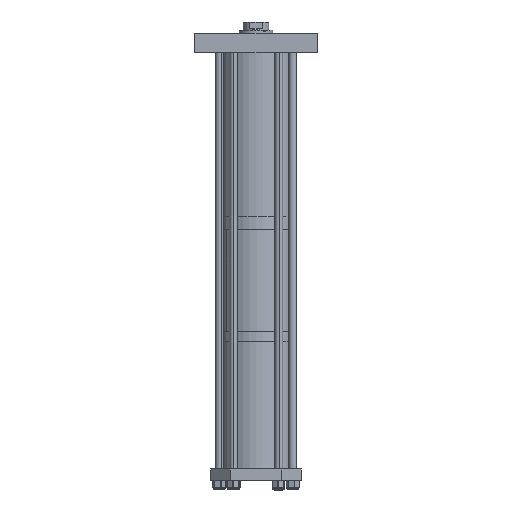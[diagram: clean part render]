
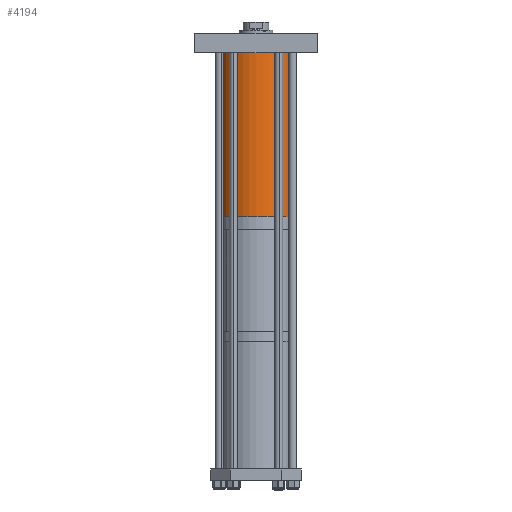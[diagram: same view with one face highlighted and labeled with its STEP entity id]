
A CAD part, front view. The second image highlights one B-rep face of the part: STEP entity #4194.
In plain terms, the highlighted cylindrical face has radius 152.4 mm (diameter 304.8 mm), a partial arc.
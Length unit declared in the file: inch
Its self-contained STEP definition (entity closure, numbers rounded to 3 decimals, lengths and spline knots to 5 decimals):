
#231 = ORIENTED_EDGE ( 'NONE', *, *, #7980, .F. ) ;
#1063 = VERTEX_POINT ( 'NONE', #11033 ) ;
#1138 = DIRECTION ( 'NONE',  ( 0., 0., 1. ) ) ;
#1193 = CARTESIAN_POINT ( 'NONE',  ( -6., 0., 25.452 ) ) ;
#1778 = AXIS2_PLACEMENT_3D ( 'NONE', #7299, #1901, #3662 ) ;
#1901 = DIRECTION ( 'NONE',  ( 0., 0., -1. ) ) ;
#2611 = FACE_OUTER_BOUND ( 'NONE', #7040, .T. ) ;
#2818 = AXIS2_PLACEMENT_3D ( 'NONE', #2916, #1138, #5632 ) ;
#2855 = ORIENTED_EDGE ( 'NONE', *, *, #4399, .T. ) ;
#2916 = CARTESIAN_POINT ( 'NONE',  ( 0., 0., 0. ) ) ;
#3101 = CARTESIAN_POINT ( 'NONE',  ( 6., 0., 25.452 ) ) ;
#3105 = VERTEX_POINT ( 'NONE', #5535 ) ;
#3655 = DIRECTION ( 'NONE',  ( 0., 0., -1. ) ) ;
#3662 = DIRECTION ( 'NONE',  ( -1., 0., 0. ) ) ;
#4194 = ADVANCED_FACE ( 'NONE', ( #2611 ), #6273, .T. ) ;
#4195 = ORIENTED_EDGE ( 'NONE', *, *, #10668, .T. ) ;
#4399 = EDGE_CURVE ( 'NONE', #1063, #10136, #11038, .T. ) ;
#5223 = EDGE_CURVE ( 'NONE', #3105, #5586, #8776, .T. ) ;
#5535 = CARTESIAN_POINT ( 'NONE',  ( -6., 0., 25.452 ) ) ;
#5586 = VERTEX_POINT ( 'NONE', #3101 ) ;
#5632 = DIRECTION ( 'NONE',  ( 1., 0., 0. ) ) ;
#5789 = ORIENTED_EDGE ( 'NONE', *, *, #5223, .F. ) ;
#5898 = CARTESIAN_POINT ( 'NONE',  ( 6., 0., 0. ) ) ;
#6075 = LINE ( 'NONE', #9947, #9299 ) ;
#6273 = CYLINDRICAL_SURFACE ( 'NONE', #1778, 6. ) ;
#7040 = EDGE_LOOP ( 'NONE', ( #231, #5789, #4195, #2855 ) ) ;
#7109 = AXIS2_PLACEMENT_3D ( 'NONE', #11336, #7815, #9559 ) ;
#7299 = CARTESIAN_POINT ( 'NONE',  ( 0., 0., 25.452 ) ) ;
#7516 = DIRECTION ( 'NONE',  ( 0., 0., -1. ) ) ;
#7815 = DIRECTION ( 'NONE',  ( 0., 0., 1. ) ) ;
#7980 = EDGE_CURVE ( 'NONE', #5586, #10136, #6075, .T. ) ;
#8776 = CIRCLE ( 'NONE', #7109, 6. ) ;
#9299 = VECTOR ( 'NONE', #3655, 39.37008 ) ;
#9559 = DIRECTION ( 'NONE',  ( 1., 0., 0. ) ) ;
#9947 = CARTESIAN_POINT ( 'NONE',  ( 6., 0., 25.452 ) ) ;
#10136 = VERTEX_POINT ( 'NONE', #5898 ) ;
#10280 = LINE ( 'NONE', #1193, #10562 ) ;
#10562 = VECTOR ( 'NONE', #7516, 39.37008 ) ;
#10668 = EDGE_CURVE ( 'NONE', #3105, #1063, #10280, .T. ) ;
#11033 = CARTESIAN_POINT ( 'NONE',  ( -6., 0., 0. ) ) ;
#11038 = CIRCLE ( 'NONE', #2818, 6. ) ;
#11336 = CARTESIAN_POINT ( 'NONE',  ( 0., 0., 25.452 ) ) ;
